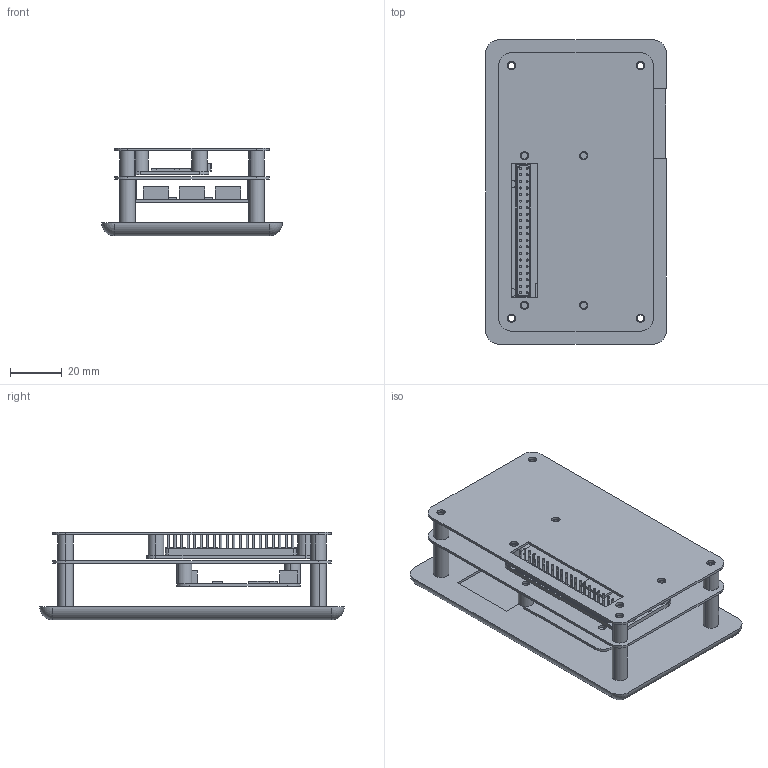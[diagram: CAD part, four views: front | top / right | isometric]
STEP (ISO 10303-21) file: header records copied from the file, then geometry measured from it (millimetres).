
FILE_DESCRIPTION (( 'STEP AP203' ), '1' );
FILE_NAME ('pyxida.STEP', '2018-04-27T09:29:02', ( '' ), ( '' ), 'SwSTEP 2.0', 'SolidWorks 2016', '' );
FILE_SCHEMA (( 'CONFIG_CONTROL_DESIGN' ));
Length unit declared in the file: millimetre
Products named in the file (12): OuterPlate1; raspberry_pi_zero_w; pyxida; pin_2x20; Wio_LTE; Spacer3(10mm,M2.6); Inner_layer; InnerPlate1; Spacer6(17mm,M2.6); InnerPlate2; Spacer5(8mm,M2.6)
Assembly tree (22 placements, depth 4):
  pyxida
    OuterPlate1
    Inner_layer
      InnerPlate1
      Spacer5(8mm,M2.6)  x6
      Wio_LTE
      Spacer3(10mm,M2.6)  x4
      InnerPlate2
      raspberry_pi_zero_w
        raspberry_pi_zero_w
        pin_2x20
      Spacer6(17mm,M2.6)  x4
Bounding box: 70 x 118 x 34 mm (x, y, z)
Volume: 62395.7 mm3; surface area: 60670.7 mm2
Topology: 20 solids, 20 shells, 623 faces, 1452 edges, 962 vertices
Faces by surface type: cylinder 380, plane 239, sphere 4
Entity records: 18254 total; most frequent: DIRECTION 3162, CARTESIAN_POINT 2774, ORIENTED_EDGE 2632, EDGE_CURVE 1316, AXIS2_PLACEMENT_3D 1262, VERTEX_POINT 874, EDGE_LOOP 794, CIRCLE 678
